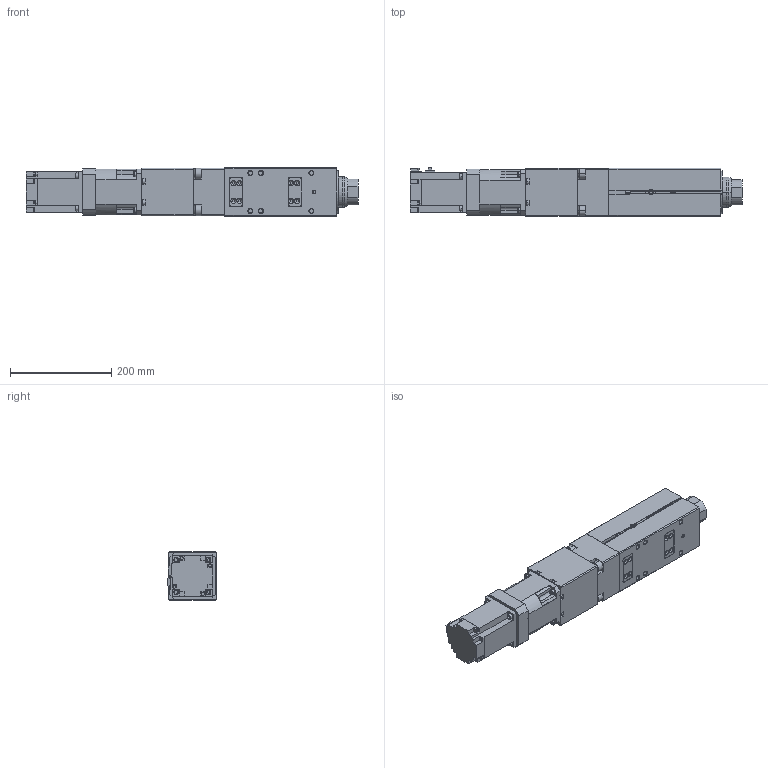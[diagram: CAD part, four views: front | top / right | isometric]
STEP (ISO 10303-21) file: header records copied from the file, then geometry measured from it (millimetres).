
FILE_DESCRIPTION (( 'STEP AP214' ), '1' );
FILE_NAME ('ETHU20BC03-20X05-0050-XXXX(2).STEP', '2025-02-26T19:42:29', ( '' ), ( '' ), 'SwSTEP 2.0', 'SolidWorks 2022', '' );
FILE_SCHEMA (( 'AUTOMOTIVE_DESIGN' ));
Length unit declared in the file: millimetre
Products named in the file (7): ETHU20-50-1; ETHU20-50FANGTOOTH; ETHU20-50-4; ETHU20-50ROD; ETHU20-50GEARBOX; ETHU20-50MOTOR; ETHU20BC03-20X05-0050-XXXX(2)
Assembly tree (8 placements, depth 2):
  ETHU20BC03-20X05-0050-XXXX(2)
    ETHU20-50-1
    ETHU20-50FANGTOOTH
    ETHU20-50GEARBOX
    ETHU20-50MOTOR
    ETHU20-50-4  x3
    ETHU20-50ROD
Bounding box: 656.2 x 96.3 x 95 mm (x, y, z)
Volume: 5251438.5 mm3; surface area: 351338.5 mm2
Topology: 8 solids, 8 shells, 1067 faces, 2733 edges, 1767 vertices
Faces by surface type: plane 702, cylinder 249, cone 76, torus 40
Entity records: 32241 total; most frequent: CARTESIAN_POINT 6134, ORIENTED_EDGE 5346, DIRECTION 5344, EDGE_CURVE 2673, LINE 2002, VECTOR 2002, VERTEX_POINT 1727, AXIS2_PLACEMENT_3D 1671
